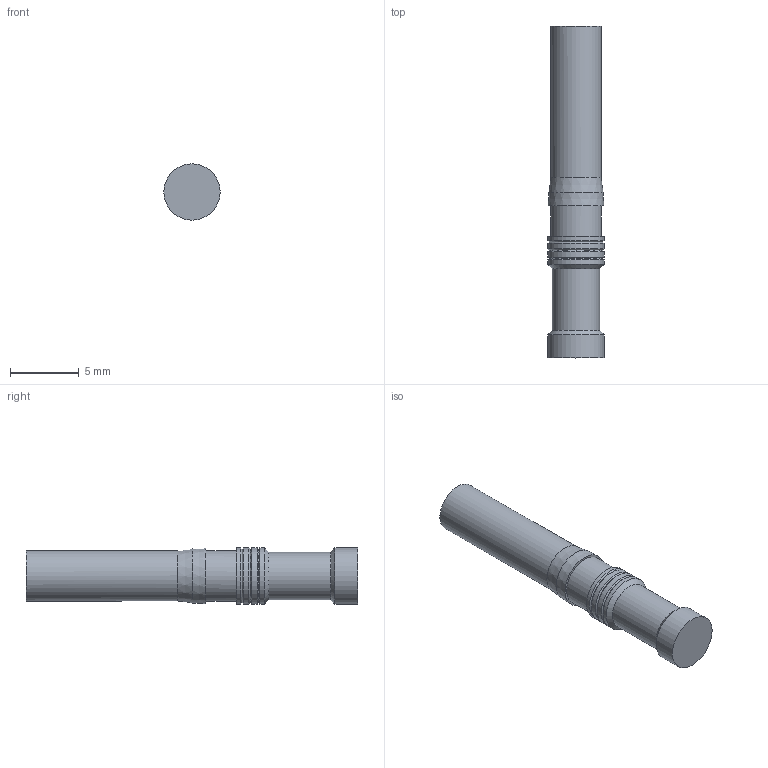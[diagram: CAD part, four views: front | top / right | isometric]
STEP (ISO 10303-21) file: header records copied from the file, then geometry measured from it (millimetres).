
FILE_DESCRIPTION(/* description */ (''),/* implementation_level */ '2;1');
FILE_NAME(/* name */ 'n 02 025 0032.stp',/* time_stamp */ '2019-01-03T14:56:28+01:00',/* author */ (''),/* organization */ (''),/* preprocessor_version */ 'ST-DEVELOPER v16',/* originating_system */ 'SIEMENS PLM Software NX 11.0',/* authorisation */ '');
FILE_SCHEMA (('AUTOMOTIVE_DESIGN { 1 0 10303 214 3 1 1 1 }'));
Length unit declared in the file: millimetre
Products named in the file (1): n 02 025 00xx xnxm001-01
Bounding box: 4.1 x 24.2 x 4.1 mm (x, y, z)
Volume: 208.8 mm3; surface area: 396 mm2
Topology: 1 solids, 1 shells, 24 faces, 49 edges, 29 vertices
Faces by surface type: cone 11, cylinder 9, plane 4
Full cylindrical faces by diameter (mm): 2.65 x1, 3.45 x1, 3.65 x1, 3.7 x1, 4.1 x5
Entity records: 524 total; most frequent: DIRECTION 96, CARTESIAN_POINT 72, AXIS2_PLACEMENT_3D 48, FACE_BOUND 46, EDGE_LOOP 46, ORIENTED_EDGE 46, ADVANCED_FACE 24, VERTEX_POINT 24
